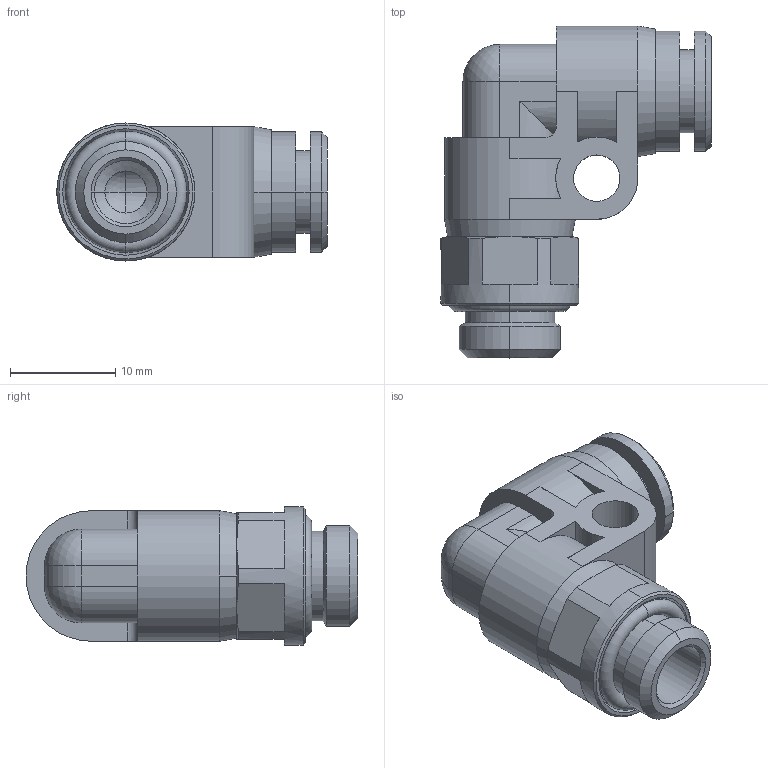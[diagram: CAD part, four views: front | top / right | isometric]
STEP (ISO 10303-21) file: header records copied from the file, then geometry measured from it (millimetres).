
FILE_DESCRIPTION((''),'2;1');
FILE_NAME('342012B_930P-6-1-8','2005-04-27T',('konstruktion'),(''),'PRO/ENGINEER BY PARAMETRIC TECHNOLOGY CORPORATION, 2004440','PRO/ENGINEER BY PARAMETRIC TECHNOLOGY CORPORATION, 2004440','');
FILE_SCHEMA(('CONFIG_CONTROL_DESIGN'));
Length unit declared in the file: millimetre
Products named in the file (1): 342012B_930P-6-1-8
Bounding box: 25.65 x 31.5 x 13.1 mm (x, y, z)
Volume: 3749.5 mm3; surface area: 3251.5 mm2
Topology: 2 solids, 2 shells, 113 faces, 274 edges, 168 vertices
Faces by surface type: cylinder 40, plane 39, cone 26, sphere 4, torus 4
Entity records: 3463 total; most frequent: CARTESIAN_POINT 720, DIRECTION 604, ORIENTED_EDGE 544, EDGE_CURVE 272, AXIS2_PLACEMENT_3D 243, VERTEX_POINT 168, CIRCLE 130, EDGE_LOOP 124
